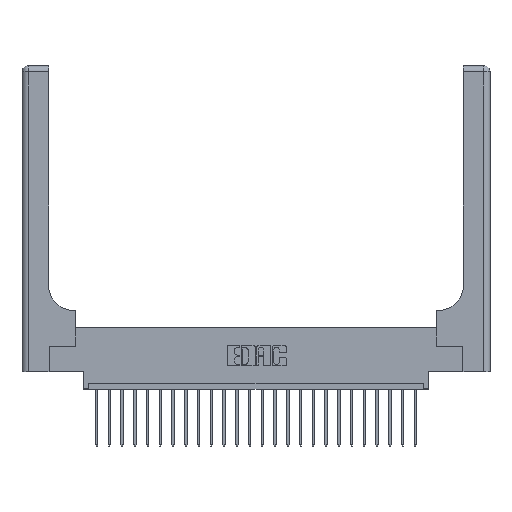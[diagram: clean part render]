
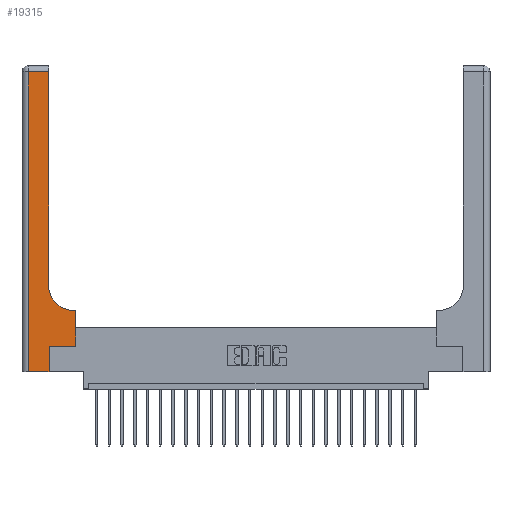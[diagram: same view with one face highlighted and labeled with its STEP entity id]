
A CAD part, top view. The second image highlights one B-rep face of the part: STEP entity #19315.
In plain terms, the highlighted planar face has unit normal (0, 0, 1).
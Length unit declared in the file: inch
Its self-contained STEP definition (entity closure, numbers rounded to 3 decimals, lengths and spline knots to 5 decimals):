
#567 = LINE ( 'NONE', #17469, #21378 ) ;
#1251 = PLANE ( 'NONE',  #7487 ) ;
#1442 = EDGE_CURVE ( 'NONE', #12428, #2036, #3542, .T. ) ;
#1997 = AXIS2_PLACEMENT_3D ( 'NONE', #6378, #11937, #2811 ) ;
#2036 = VERTEX_POINT ( 'NONE', #6170 ) ;
#2679 = DIRECTION ( 'NONE',  ( 1., 0., 0. ) ) ;
#2811 = DIRECTION ( 'NONE',  ( 1., 0., 0. ) ) ;
#2981 = VECTOR ( 'NONE', #15725, 39.37008 ) ;
#2987 = VERTEX_POINT ( 'NONE', #17926 ) ;
#3343 = EDGE_CURVE ( 'NONE', #8906, #4385, #4338, .T. ) ;
#3542 = LINE ( 'NONE', #6105, #20621 ) ;
#3937 = FACE_OUTER_BOUND ( 'NONE', #22624, .T. ) ;
#3971 = CARTESIAN_POINT ( 'NONE',  ( 0.528, 0.6, 0.37 ) ) ;
#4224 = ORIENTED_EDGE ( 'NONE', *, *, #14764, .T. ) ;
#4231 = EDGE_CURVE ( 'NONE', #4385, #5547, #567, .T. ) ;
#4241 = VECTOR ( 'NONE', #11580, 39.37008 ) ;
#4338 = LINE ( 'NONE', #16614, #14824 ) ;
#4385 = VERTEX_POINT ( 'NONE', #3971 ) ;
#4418 = LINE ( 'NONE', #14396, #16642 ) ;
#4572 = CARTESIAN_POINT ( 'NONE',  ( 0.265, 0.25, 0.37 ) ) ;
#4645 = CARTESIAN_POINT ( 'NONE',  ( 0.06, 0., 0.37 ) ) ;
#4652 = ORIENTED_EDGE ( 'NONE', *, *, #19080, .T. ) ;
#4834 = CARTESIAN_POINT ( 'NONE',  ( 0., 3., 0.37 ) ) ;
#5547 = VERTEX_POINT ( 'NONE', #20518 ) ;
#5570 = CARTESIAN_POINT ( 'NONE',  ( 0.06, 3., 0.37 ) ) ;
#5652 = LINE ( 'NONE', #15140, #4241 ) ;
#5732 = DIRECTION ( 'NONE',  ( 0., 1., 0. ) ) ;
#6105 = CARTESIAN_POINT ( 'NONE',  ( 0.26, 3., 0.37 ) ) ;
#6170 = CARTESIAN_POINT ( 'NONE',  ( 0.26, 2.94, 0.37 ) ) ;
#6378 = CARTESIAN_POINT ( 'NONE',  ( 0.51, 0.85, 0.37 ) ) ;
#7248 = VECTOR ( 'NONE', #22148, 39.37008 ) ;
#7487 = AXIS2_PLACEMENT_3D ( 'NONE', #4834, #12129, #13939 ) ;
#7723 = DIRECTION ( 'NONE',  ( 0., 1., 0. ) ) ;
#8441 = DIRECTION ( 'NONE',  ( -1., 0., 0. ) ) ;
#8906 = VERTEX_POINT ( 'NONE', #20907 ) ;
#9274 = EDGE_CURVE ( 'NONE', #5547, #12428, #22976, .T. ) ;
#10093 = EDGE_CURVE ( 'NONE', #18017, #2987, #4418, .T. ) ;
#10236 = VECTOR ( 'NONE', #2679, 39.37008 ) ;
#10284 = CARTESIAN_POINT ( 'NONE',  ( 0.265, 0., 0.37 ) ) ;
#10926 = ORIENTED_EDGE ( 'NONE', *, *, #21962, .T. ) ;
#11580 = DIRECTION ( 'NONE',  ( -1., 0., 0. ) ) ;
#11937 = DIRECTION ( 'NONE',  ( 0., 0., -1. ) ) ;
#12129 = DIRECTION ( 'NONE',  ( 0., 0., -1. ) ) ;
#12428 = VERTEX_POINT ( 'NONE', #20690 ) ;
#12493 = ORIENTED_EDGE ( 'NONE', *, *, #17937, .T. ) ;
#13939 = DIRECTION ( 'NONE',  ( -1., 0., 0. ) ) ;
#14396 = CARTESIAN_POINT ( 'NONE',  ( 0., 0., 0.37 ) ) ;
#14764 = EDGE_CURVE ( 'NONE', #2987, #16866, #16898, .T. ) ;
#14824 = VECTOR ( 'NONE', #5732, 39.37008 ) ;
#15140 = CARTESIAN_POINT ( 'NONE',  ( 0., 2.94, 0.37 ) ) ;
#15543 = ORIENTED_EDGE ( 'NONE', *, *, #1442, .T. ) ;
#15725 = DIRECTION ( 'NONE',  ( 0., 1., 0. ) ) ;
#15820 = ORIENTED_EDGE ( 'NONE', *, *, #3343, .T. ) ;
#16234 = DIRECTION ( 'NONE',  ( 1., 0., 0. ) ) ;
#16614 = CARTESIAN_POINT ( 'NONE',  ( 0.528, 0.25, 0.37 ) ) ;
#16642 = VECTOR ( 'NONE', #16234, 39.37008 ) ;
#16866 = VERTEX_POINT ( 'NONE', #17357 ) ;
#16898 = LINE ( 'NONE', #10284, #2981 ) ;
#17073 = ORIENTED_EDGE ( 'NONE', *, *, #10093, .T. ) ;
#17357 = CARTESIAN_POINT ( 'NONE',  ( 0.265, 0.25, 0.37 ) ) ;
#17469 = CARTESIAN_POINT ( 'NONE',  ( 0.26, 0.6, 0.37 ) ) ;
#17926 = CARTESIAN_POINT ( 'NONE',  ( 0.265, 0., 0.37 ) ) ;
#17937 = EDGE_CURVE ( 'NONE', #16866, #8906, #18222, .T. ) ;
#18017 = VERTEX_POINT ( 'NONE', #4645 ) ;
#18147 = CARTESIAN_POINT ( 'NONE',  ( 0.06, 2.94, 0.37 ) ) ;
#18222 = LINE ( 'NONE', #4572, #10236 ) ;
#19080 = EDGE_CURVE ( 'NONE', #2036, #23139, #5652, .T. ) ;
#19156 = LINE ( 'NONE', #5570, #7248 ) ;
#19315 = ADVANCED_FACE ( 'NONE', ( #3937 ), #1251, .F. ) ;
#20518 = CARTESIAN_POINT ( 'NONE',  ( 0.51, 0.6, 0.37 ) ) ;
#20621 = VECTOR ( 'NONE', #7723, 39.37008 ) ;
#20690 = CARTESIAN_POINT ( 'NONE',  ( 0.26, 0.85, 0.37 ) ) ;
#20691 = ORIENTED_EDGE ( 'NONE', *, *, #9274, .T. ) ;
#20907 = CARTESIAN_POINT ( 'NONE',  ( 0.528, 0.25, 0.37 ) ) ;
#21378 = VECTOR ( 'NONE', #8441, 39.37008 ) ;
#21962 = EDGE_CURVE ( 'NONE', #23139, #18017, #19156, .T. ) ;
#22148 = DIRECTION ( 'NONE',  ( 0., -1., 0. ) ) ;
#22624 = EDGE_LOOP ( 'NONE', ( #15543, #4652, #10926, #17073, #4224, #12493, #15820, #23592, #20691 ) ) ;
#22976 = CIRCLE ( 'NONE', #1997, 0.25 ) ;
#23139 = VERTEX_POINT ( 'NONE', #18147 ) ;
#23592 = ORIENTED_EDGE ( 'NONE', *, *, #4231, .T. ) ;
